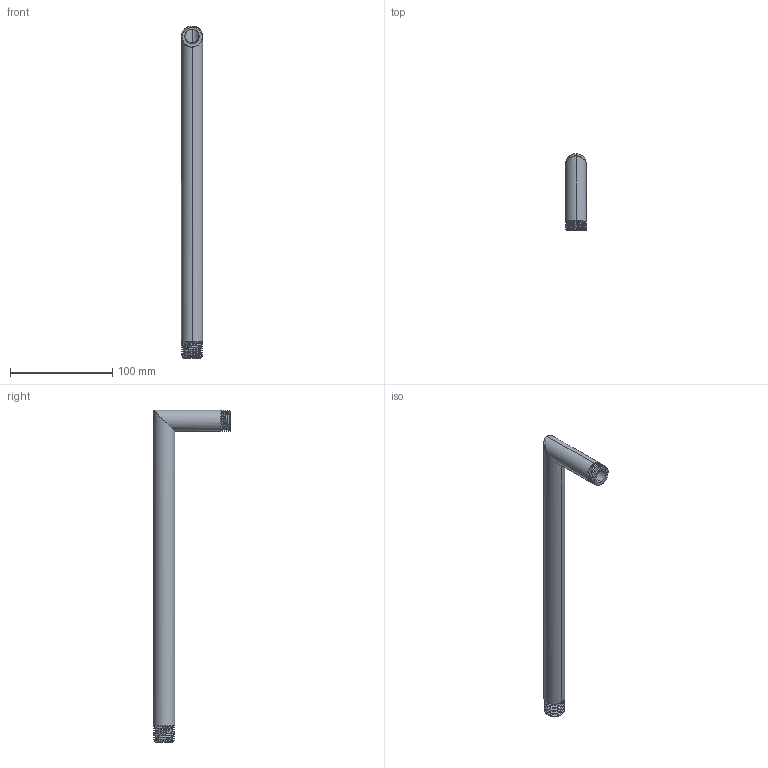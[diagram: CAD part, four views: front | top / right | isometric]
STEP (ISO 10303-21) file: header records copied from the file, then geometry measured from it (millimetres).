
FILE_DESCRIPTION((''),'2;1');
FILE_NAME('202-1_ASM','2015-07-30T',('rsmith'),(''),'PRO/ENGINEER BY PARAMETRIC TECHNOLOGY CORPORATION, 2013150','PRO/ENGINEER BY PARAMETRIC TECHNOLOGY CORPORATION, 2013150','');
FILE_SCHEMA(('CONFIG_CONTROL_DESIGN'));
Length unit declared in the file: inch
Products named in the file (3): 11759; 11760; 202-1_ASM
Assembly tree (2 placements, depth 2):
  202-1_ASM
    11759
    11760
Bounding box: 20.63 x 75.09 x 325.28 mm (x, y, z)
Volume: 64755 mm3; surface area: 60682.3 mm2
Topology: 2 solids, 4 shells, 76 faces, 200 edges, 130 vertices
Faces by surface type: cylinder 37, bspline 22, plane 9, extrusion 4, cone 4
Entity records: 6312 total; most frequent: CARTESIAN_POINT 4575, ORIENTED_EDGE 392, DIRECTION 240, EDGE_CURVE 200, VERTEX_POINT 130, B_SPLINE_CURVE_WITH_KNOTS 110, AXIS2_PLACEMENT_3D 83, EDGE_LOOP 82
